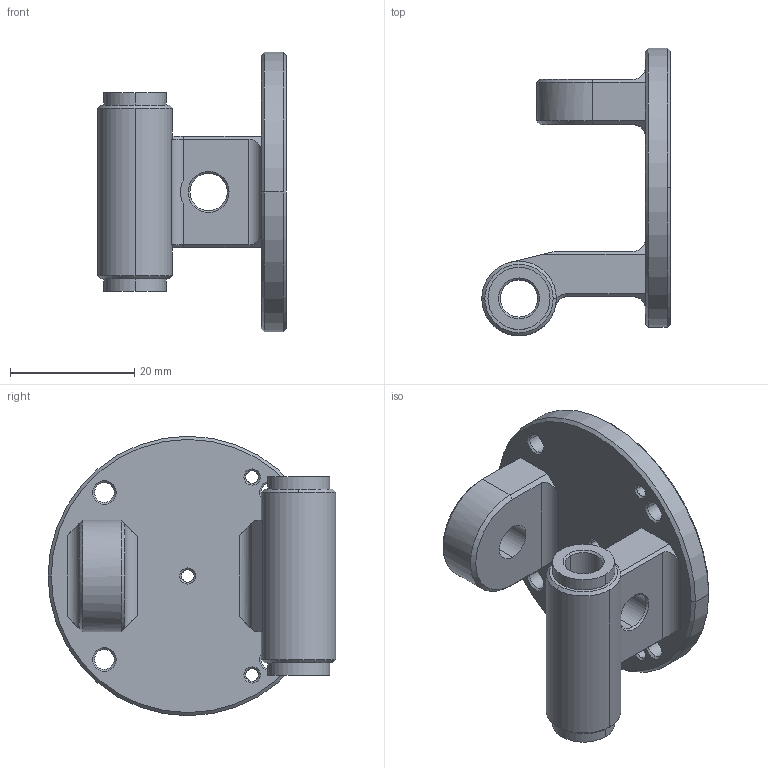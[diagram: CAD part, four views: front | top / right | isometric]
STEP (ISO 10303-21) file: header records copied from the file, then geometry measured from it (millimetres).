
FILE_DESCRIPTION (( 'STEP AP214' ), '1' );
FILE_NAME ('left_end.STEP', '2025-03-30T10:42:33', ( '' ), ( '' ), 'SwSTEP 2.0', 'SolidWorks 2022', '' );
FILE_SCHEMA (( 'AUTOMOTIVE_DESIGN' ));
Length unit declared in the file: millimetre
Products named in the file (1): left_end
Bounding box: 30.34 x 46.35 x 45 mm (x, y, z)
Volume: 12520 mm3; surface area: 7097.7 mm2
Topology: 1 solids, 1 shells, 106 faces, 272 edges, 172 vertices
Faces by surface type: cone 47, cylinder 35, plane 23, bspline 1
Entity records: 4636 total; most frequent: CARTESIAN_POINT 739, DIRECTION 604, ORIENTED_EDGE 544, EDGE_CURVE 272, AXIS2_PLACEMENT_3D 239, VERTEX_POINT 172, CIRCLE 133, EDGE_LOOP 130
